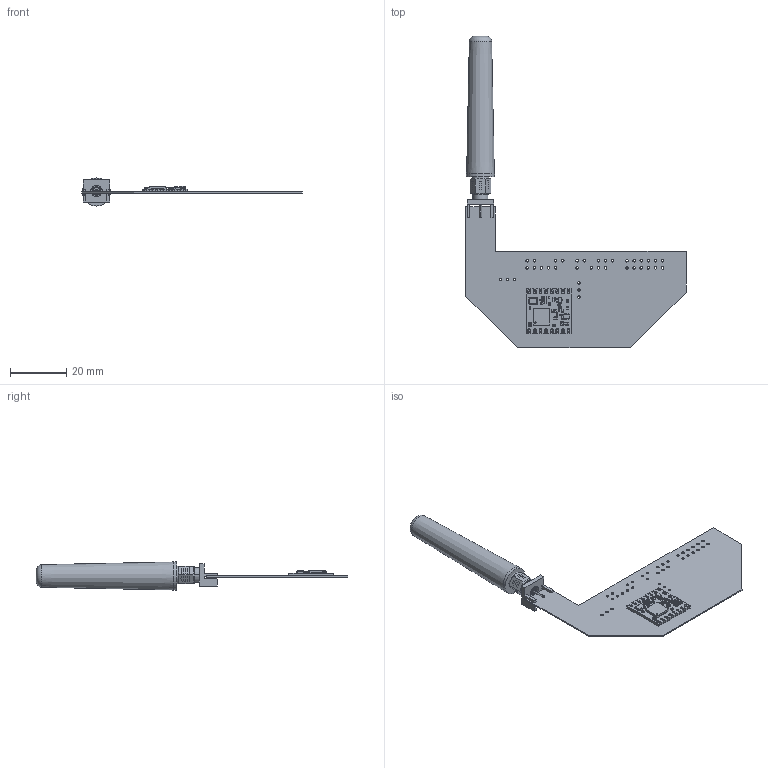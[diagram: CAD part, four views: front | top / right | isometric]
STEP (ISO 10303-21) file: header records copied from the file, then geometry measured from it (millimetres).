
FILE_DESCRIPTION(('Open CASCADE Model'),'2;1');
FILE_NAME('Open CASCADE Shape Model','2021-11-14T14:59:50',('Author'),( 'Open CASCADE'),'Open CASCADE STEP processor 6.8','Open CASCADE 6.8' ,'Unknown');
FILE_SCHEMA(('AUTOMOTIVE_DESIGN { 1 0 10303 214 1 1 1 1 }'));
Length unit declared in the file: millimetre
Products named in the file (19): PCB; Board; Open CASCADE STEP translator 6.8 2.1.1; IC1; RFM95_LoRa_v15; QFN_28_v2; SMD_Crystal_v1; CAP_0403_v1; CAP_Ceramic_0403_v1; Res_0403_v1; CAP_ML_0403_v1; SOT-323_v1; Inductor_SMD_0403_v1; SOT-363_v1; Open CASCADE STEP translator 6.8 2.2.1.35; C1; antena_v1; c-1045351-1; 2985-6037
Assembly tree (43 placements, depth 4):
  PCB
    Board
      Open CASCADE STEP translator 6.8 2.1.1
    IC1
      RFM95_LoRa_v15
        QFN_28_v2
        SMD_Crystal_v1
        CAP_0403_v1  x8
        CAP_Ceramic_0403_v1  x8
        Res_0403_v1  x4
        CAP_ML_0403_v1  x5
        SOT-323_v1
        Inductor_SMD_0403_v1  x5
        SOT-363_v1
        Open CASCADE STEP translator 6.8 2.2.1.35
    C1
      antena_v1
      c-1045351-1
      2985-6037
Bounding box: 78.49 x 110.96 x 10 mm (x, y, z)
Volume: 5048.3 mm3; surface area: 8444.7 mm2
Topology: 97 solids, 97 shells, 2246 faces, 5492 edges, 3285 vertices
Faces by surface type: plane 1215, cylinder 767, sphere 216, cone 23, torus 17, bspline 8
Full cylindrical faces by diameter (mm): 0.8 x16, 0.9 x36, 10 x1
Entity records: 41821 total; most frequent: CARTESIAN_POINT 7855, DIRECTION 6396, ORIENTED_EDGE 6136, EDGE_CURVE 3068, LINE 2220, VECTOR 2220, AXIS2_PLACEMENT_3D 2088, VERTEX_POINT 1981
